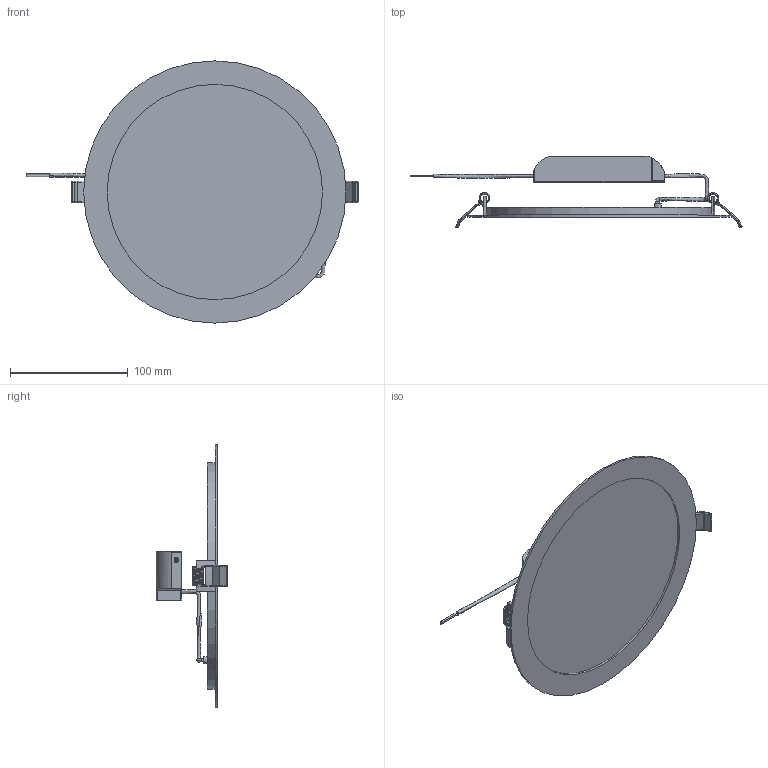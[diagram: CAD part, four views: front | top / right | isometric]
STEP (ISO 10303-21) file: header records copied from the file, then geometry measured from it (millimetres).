
FILE_DESCRIPTION (( 'STEP AP203' ), '1' );
FILE_NAME ('LDVO0-1608-1-18-6500-K01 Ñâåòèëüíèê ÄÂÎ 1608 áåëûé êðóã LED 18Âò 6500 IP20 IEK.STEP', '2018-01-25T12:43:06', ( '' ), ( '' ), 'SwSTEP 2.0', 'SolidWorks 2014', '' );
FILE_SCHEMA (( 'CONFIG_CONTROL_DESIGN' ));
Length unit declared in the file: millimetre
Products named in the file (1): LDVO0-1608-1-18-6500-K01 Ñâåòèëüíèê ÄÂÎ 1608 áåëûé êðóã LED 18Âò 6500 IP20 IEK
Bounding box: 282.2 x 61.07 x 223 mm (x, y, z)
Volume: 312566.6 mm3; surface area: 106189.1 mm2
Topology: 3 solids, 3 shells, 177 faces, 442 edges, 263 vertices
Faces by surface type: cylinder 67, plane 62, bspline 28, sphere 12, torus 8
Full cylindrical faces by diameter (mm): 1.1 x8, 1.3 x2, 6 x1, 183 x1, 223 x1
Entity records: 11591 total; most frequent: CARTESIAN_POINT 7690, ORIENTED_EDGE 792, DIRECTION 778, EDGE_CURVE 396, AXIS2_PLACEMENT_3D 300, VERTEX_POINT 252, EDGE_LOOP 208, FACE_OUTER_BOUND 200
